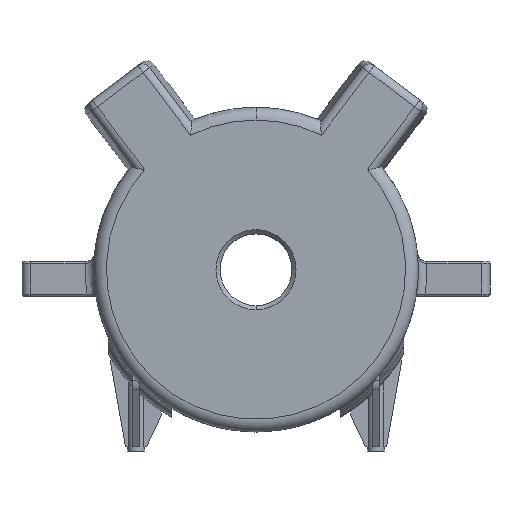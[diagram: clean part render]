
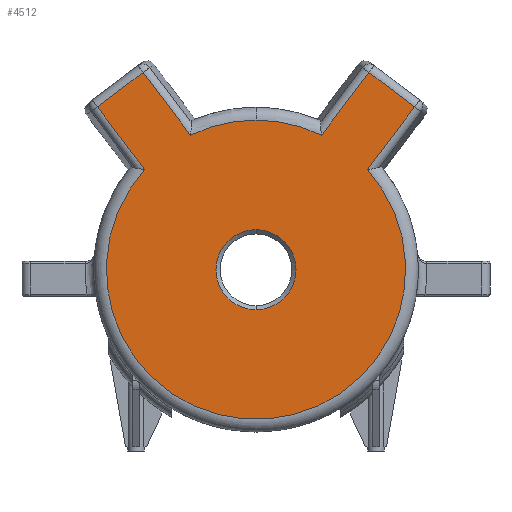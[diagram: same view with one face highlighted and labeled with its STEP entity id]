
A CAD part, front view. The second image highlights one B-rep face of the part: STEP entity #4512.
In plain terms, the highlighted planar face has unit normal (0, -1, 0).
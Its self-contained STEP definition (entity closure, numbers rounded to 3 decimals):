
#55 = CARTESIAN_POINT ( 'NONE',  ( 0., 0., 0. ) ) ;
#153 = DIRECTION ( 'NONE',  ( 0.602, 0., 0.799 ) ) ;
#240 = ORIENTED_EDGE ( 'NONE', *, *, #5550, .T. ) ;
#307 = CARTESIAN_POINT ( 'NONE',  ( -26.765, 0., 46.82 ) ) ;
#557 = FACE_OUTER_BOUND ( 'NONE', #8115, .T. ) ;
#766 = DIRECTION ( 'NONE',  ( 0., -1., 0. ) ) ;
#879 = ORIENTED_EDGE ( 'NONE', *, *, #7326, .T. ) ;
#991 = VERTEX_POINT ( 'NONE', #8217 ) ;
#1179 = EDGE_CURVE ( 'NONE', #7394, #1558, #3012, .T. ) ;
#1261 = ORIENTED_EDGE ( 'NONE', *, *, #8184, .T. ) ;
#1377 = CARTESIAN_POINT ( 'NONE',  ( 10.41, 0., 74.834 ) ) ;
#1527 = AXIS2_PLACEMENT_3D ( 'NONE', #4452, #3659, #10299 ) ;
#1558 = VERTEX_POINT ( 'NONE', #6610 ) ;
#1567 = DIRECTION ( 'NONE',  ( 0., 0., 1. ) ) ;
#1623 = DIRECTION ( 'NONE',  ( 0., -1., 0. ) ) ;
#1640 = CARTESIAN_POINT ( 'NONE',  ( 33.401, 0., 44.324 ) ) ;
#1788 = CARTESIAN_POINT ( 'NONE',  ( -15.537, 0., 31.919 ) ) ;
#1810 = ORIENTED_EDGE ( 'NONE', *, *, #4587, .T. ) ;
#1973 = CIRCLE ( 'NONE', #7985, 9.5 ) ;
#2245 = FACE_BOUND ( 'NONE', #8629, .T. ) ;
#2291 = EDGE_CURVE ( 'NONE', #5748, #8877, #4300, .T. ) ;
#2401 = CARTESIAN_POINT ( 'NONE',  ( 38.832, 0., 40.231 ) ) ;
#2469 = ORIENTED_EDGE ( 'NONE', *, *, #9312, .T. ) ;
#2470 = DIRECTION ( 'NONE',  ( 0., 0., 1. ) ) ;
#2628 = VERTEX_POINT ( 'NONE', #9327 ) ;
#2648 = DIRECTION ( 'NONE',  ( 0., 0., 1. ) ) ;
#2715 = LINE ( 'NONE', #1377, #7560 ) ;
#2884 = EDGE_CURVE ( 'NONE', #2960, #5748, #2715, .T. ) ;
#2909 = VECTOR ( 'NONE', #10442, 1000. ) ;
#2960 = VERTEX_POINT ( 'NONE', #307 ) ;
#3012 = LINE ( 'NONE', #10257, #6434 ) ;
#3270 = PLANE ( 'NONE',  #6658 ) ;
#3337 = DIRECTION ( 'NONE',  ( 0., -1., 0. ) ) ;
#3419 = VECTOR ( 'NONE', #153, 1000. ) ;
#3420 = CARTESIAN_POINT ( 'NONE',  ( 0., 0., -9.5 ) ) ;
#3542 = VECTOR ( 'NONE', #8295, 1000. ) ;
#3604 = ORIENTED_EDGE ( 'NONE', *, *, #2884, .T. ) ;
#3659 = DIRECTION ( 'NONE',  ( 0., 1., 0. ) ) ;
#4300 = LINE ( 'NONE', #8199, #6930 ) ;
#4452 = CARTESIAN_POINT ( 'NONE',  ( 0., 0., 0. ) ) ;
#4512 = ADVANCED_FACE ( 'NONE', ( #2245, #557 ), #3270, .T. ) ;
#4521 = EDGE_CURVE ( 'NONE', #2628, #6733, #7604, .T. ) ;
#4530 = VERTEX_POINT ( 'NONE', #3420 ) ;
#4573 = CARTESIAN_POINT ( 'NONE',  ( -37.629, 0., 38.634 ) ) ;
#4587 = EDGE_CURVE ( 'NONE', #8046, #4530, #1973, .T. ) ;
#4621 = VERTEX_POINT ( 'NONE', #1788 ) ;
#4773 = AXIS2_PLACEMENT_3D ( 'NONE', #9226, #766, #1567 ) ;
#5034 = DIRECTION ( 'NONE',  ( 0., 0., -1. ) ) ;
#5145 = CARTESIAN_POINT ( 'NONE',  ( -26.4, 0., 23.733 ) ) ;
#5338 = ORIENTED_EDGE ( 'NONE', *, *, #1179, .T. ) ;
#5432 = CARTESIAN_POINT ( 'NONE',  ( -3.775, 0., 16.311 ) ) ;
#5550 = EDGE_CURVE ( 'NONE', #4621, #2960, #9196, .T. ) ;
#5748 = VERTEX_POINT ( 'NONE', #4573 ) ;
#5807 = CIRCLE ( 'NONE', #1527, 9.5 ) ;
#5814 = CARTESIAN_POINT ( 'NONE',  ( 0., 0., 0. ) ) ;
#5939 = AXIS2_PLACEMENT_3D ( 'NONE', #5814, #1623, #2470 ) ;
#6346 = EDGE_CURVE ( 'NONE', #8877, #991, #8931, .T. ) ;
#6434 = VECTOR ( 'NONE', #8615, 1000. ) ;
#6576 = ORIENTED_EDGE ( 'NONE', *, *, #6346, .T. ) ;
#6610 = CARTESIAN_POINT ( 'NONE',  ( 26.765, 0., 46.82 ) ) ;
#6658 = AXIS2_PLACEMENT_3D ( 'NONE', #1640, #3337, #5034 ) ;
#6733 = VERTEX_POINT ( 'NONE', #10106 ) ;
#6930 = VECTOR ( 'NONE', #8521, 1000. ) ;
#7180 = ORIENTED_EDGE ( 'NONE', *, *, #4521, .T. ) ;
#7214 = AXIS2_PLACEMENT_3D ( 'NONE', #55, #9376, #2648 ) ;
#7287 = ORIENTED_EDGE ( 'NONE', *, *, #9750, .T. ) ;
#7326 = EDGE_CURVE ( 'NONE', #1558, #2628, #10343, .T. ) ;
#7394 = VERTEX_POINT ( 'NONE', #9030 ) ;
#7560 = VECTOR ( 'NONE', #8075, 1000. ) ;
#7580 = DIRECTION ( 'NONE',  ( 0., 1., 0. ) ) ;
#7604 = CIRCLE ( 'NONE', #7214, 35.5 ) ;
#7727 = DIRECTION ( 'NONE',  ( 0., 0., -1. ) ) ;
#7865 = LINE ( 'NONE', #2401, #3419 ) ;
#7985 = AXIS2_PLACEMENT_3D ( 'NONE', #9234, #7580, #7727 ) ;
#8046 = VERTEX_POINT ( 'NONE', #8600 ) ;
#8075 = DIRECTION ( 'NONE',  ( -0.799, 0., -0.602 ) ) ;
#8115 = EDGE_LOOP ( 'NONE', ( #879, #7180, #7287, #240, #3604, #9587, #6576, #2469, #5338 ) ) ;
#8184 = EDGE_CURVE ( 'NONE', #4530, #8046, #5807, .T. ) ;
#8199 = CARTESIAN_POINT ( 'NONE',  ( -14.638, 0., 8.124 ) ) ;
#8217 = CARTESIAN_POINT ( 'NONE',  ( 26.4, 0., 23.733 ) ) ;
#8295 = DIRECTION ( 'NONE',  ( -0.602, 0., -0.799 ) ) ;
#8521 = DIRECTION ( 'NONE',  ( 0.602, 0., -0.799 ) ) ;
#8600 = CARTESIAN_POINT ( 'NONE',  ( 0., 0., 9.5 ) ) ;
#8615 = DIRECTION ( 'NONE',  ( -0.799, 0., 0.602 ) ) ;
#8629 = EDGE_LOOP ( 'NONE', ( #1261, #1810 ) ) ;
#8877 = VERTEX_POINT ( 'NONE', #5145 ) ;
#8918 = CIRCLE ( 'NONE', #5939, 35.5 ) ;
#8931 = CIRCLE ( 'NONE', #4773, 35.5 ) ;
#9030 = CARTESIAN_POINT ( 'NONE',  ( 37.629, 0., 38.634 ) ) ;
#9068 = CARTESIAN_POINT ( 'NONE',  ( 27.969, 0., 48.417 ) ) ;
#9196 = LINE ( 'NONE', #5432, #2909 ) ;
#9226 = CARTESIAN_POINT ( 'NONE',  ( 0., 0., 0. ) ) ;
#9234 = CARTESIAN_POINT ( 'NONE',  ( 0., 0., 0. ) ) ;
#9312 = EDGE_CURVE ( 'NONE', #991, #7394, #7865, .T. ) ;
#9327 = CARTESIAN_POINT ( 'NONE',  ( 15.537, 0., 31.919 ) ) ;
#9376 = DIRECTION ( 'NONE',  ( 0., -1., 0. ) ) ;
#9587 = ORIENTED_EDGE ( 'NONE', *, *, #2291, .T. ) ;
#9750 = EDGE_CURVE ( 'NONE', #6733, #4621, #8918, .T. ) ;
#10106 = CARTESIAN_POINT ( 'NONE',  ( 0., 0., 35.5 ) ) ;
#10257 = CARTESIAN_POINT ( 'NONE',  ( 27.377, 0., 46.359 ) ) ;
#10299 = DIRECTION ( 'NONE',  ( 0., 0., -1. ) ) ;
#10343 = LINE ( 'NONE', #9068, #3542 ) ;
#10442 = DIRECTION ( 'NONE',  ( -0.602, 0., 0.799 ) ) ;
